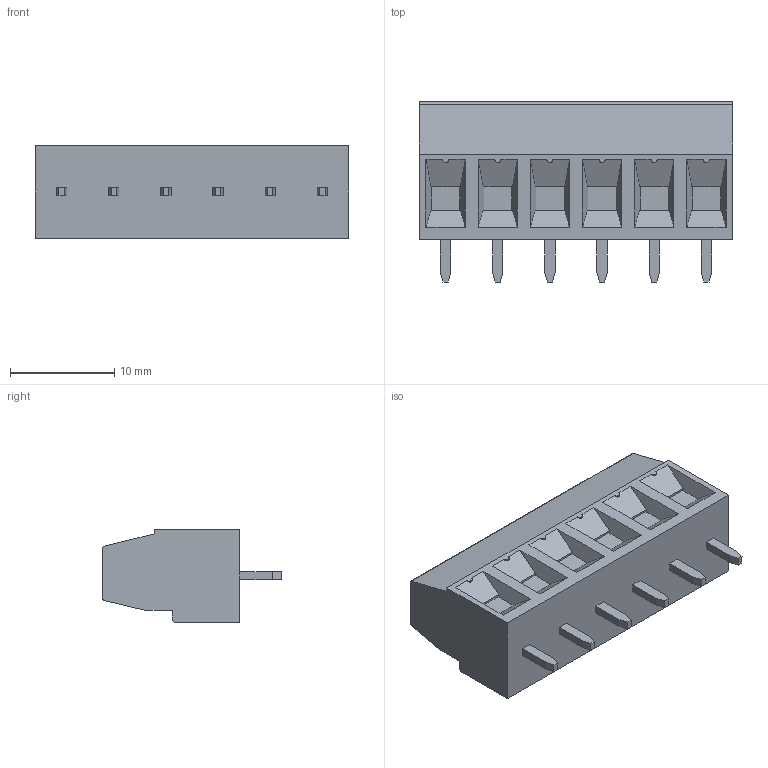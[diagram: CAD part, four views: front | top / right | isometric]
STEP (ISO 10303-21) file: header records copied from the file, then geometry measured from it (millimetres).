
FILE_DESCRIPTION(('STEP AP214'),'1');
FILE_NAME('MVS156-5-V-L.stp','2018-02-15T11:16:31',(' '),(' '),'Spatial InterOp 3D',' ',' ');
FILE_SCHEMA(('AUTOMOTIVE_DESIGN { 1 0 10303 214 1 1 1 1 }'));
Length unit declared in the file: metre
Products named in the file (1): 1
Bounding box: 30 x 17.25 x 8.9 mm (x, y, z)
Volume: 2775.6 mm3; surface area: 1917 mm2
Topology: 1 solids, 1 shells, 218 faces, 564 edges, 378 vertices
Faces by surface type: plane 185, cylinder 27, cone 6
Entity records: 8259 total; most frequent: CARTESIAN_POINT 1143, ORIENTED_EDGE 1104, DIRECTION 1056, EDGE_CURVE 552, LINE 486, VECTOR 486, VERTEX_POINT 372, AXIS2_PLACEMENT_3D 285
